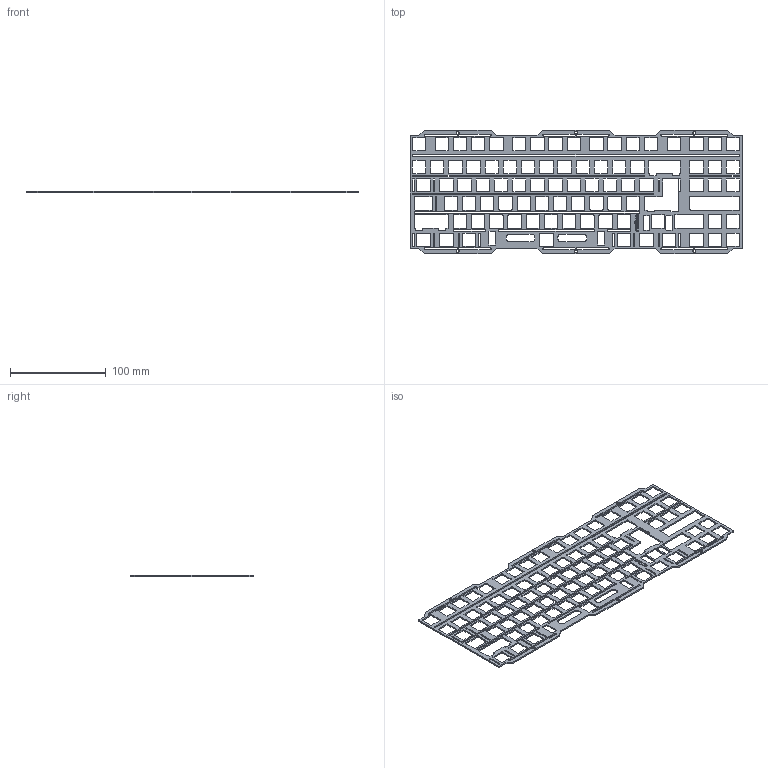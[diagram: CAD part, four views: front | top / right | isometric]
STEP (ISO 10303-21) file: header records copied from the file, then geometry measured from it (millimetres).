
FILE_DESCRIPTION(/* description */ (''),/* implementation_level */ '2;1');
FILE_NAME(/* name */ 'PLATE.step',/* time_stamp */ '2022-10-18T15:14:21-04:00',/* author */ (''),/* organization */ (''),/* preprocessor_version */ 'ST-DEVELOPER v19',/* originating_system */ 'Autodesk Translation Framework v11.7.0.108',/* authorisation */ '');
FILE_SCHEMA (('AUTOMOTIVE_DESIGN { 1 0 10303 214 3 1 1 }'));
Length unit declared in the file: millimetre
Products named in the file (1): PLATE
Bounding box: 347.66 x 129.06 x 1.5 mm (x, y, z)
Volume: 30121.3 mm3; surface area: 55843.5 mm2
Topology: 1 solids, 1 shells, 1199 faces, 3591 edges, 2394 vertices
Faces by surface type: plane 555, cylinder 516, bspline 128
Full cylindrical faces by diameter (mm): 3 x6
Entity records: 41510 total; most frequent: CARTESIAN_POINT 8465, ORIENTED_EDGE 7182, DIRECTION 6511, EDGE_CURVE 3591, VERTEX_POINT 2394, LINE 2303, VECTOR 2303, AXIS2_PLACEMENT_3D 2104
